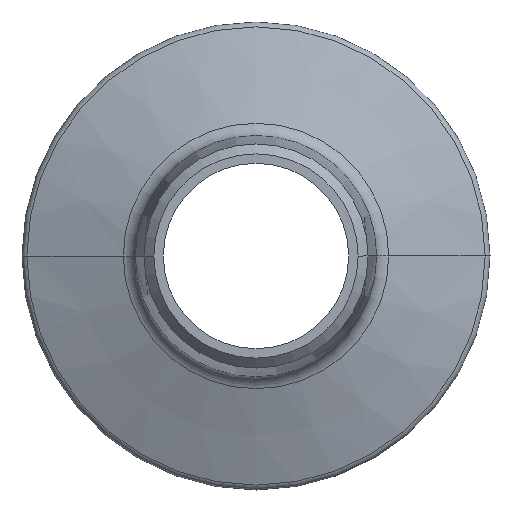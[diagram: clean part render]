
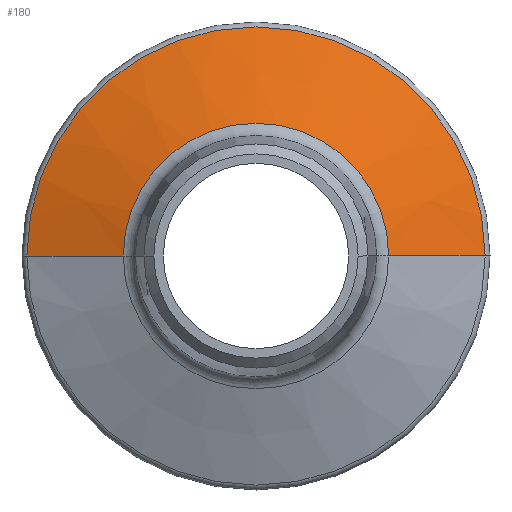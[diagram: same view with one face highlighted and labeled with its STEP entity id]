
A CAD part, left-side view. The second image highlights one B-rep face of the part: STEP entity #180.
In plain terms, the highlighted conical face has half-angle 70 degrees and reference radius 24.724 mm.
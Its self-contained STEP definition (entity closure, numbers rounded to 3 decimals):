
#29 = ORIENTED_EDGE ( 'NONE', *, *, #384, .F. ) ;
#61 = CONICAL_SURFACE ( 'NONE', #604, 24.724, 1.222 ) ;
#66 = CIRCLE ( 'NONE', #894, 14.316 ) ;
#73 = VERTEX_POINT ( 'NONE', #514 ) ;
#150 = CARTESIAN_POINT ( 'NONE',  ( -3.042, -24.724, 0. ) ) ;
#180 = ADVANCED_FACE ( 'NONE', ( #184 ), #61, .T. ) ;
#184 = FACE_OUTER_BOUND ( 'NONE', #616, .T. ) ;
#293 = CARTESIAN_POINT ( 'NONE',  ( -6.83, 0., 0. ) ) ;
#301 = DIRECTION ( 'NONE',  ( 1., 0., 0. ) ) ;
#306 = VERTEX_POINT ( 'NONE', #478 ) ;
#379 = DIRECTION ( 'NONE',  ( 0.342, -0.94, 0. ) ) ;
#384 = EDGE_CURVE ( 'NONE', #306, #1034, #499, .T. ) ;
#438 = CARTESIAN_POINT ( 'NONE',  ( -3.042, 0., 0. ) ) ;
#441 = LINE ( 'NONE', #791, #1105 ) ;
#478 = CARTESIAN_POINT ( 'NONE',  ( -3.042, 24.724, 0. ) ) ;
#492 = DIRECTION ( 'NONE',  ( 1., 0., 0. ) ) ;
#493 = ORIENTED_EDGE ( 'NONE', *, *, #674, .T. ) ;
#499 = CIRCLE ( 'NONE', #771, 24.724 ) ;
#502 = VECTOR ( 'NONE', #379, 1000. ) ;
#514 = CARTESIAN_POINT ( 'NONE',  ( -6.83, 14.316, 0. ) ) ;
#577 = DIRECTION ( 'NONE',  ( 0., 1., 0. ) ) ;
#578 = VERTEX_POINT ( 'NONE', #1049 ) ;
#604 = AXIS2_PLACEMENT_3D ( 'NONE', #438, #492, #577 ) ;
#616 = EDGE_LOOP ( 'NONE', ( #493, #686, #29, #762 ) ) ;
#638 = DIRECTION ( 'NONE',  ( 1., 0., 0. ) ) ;
#666 = EDGE_CURVE ( 'NONE', #73, #306, #441, .T. ) ;
#674 = EDGE_CURVE ( 'NONE', #73, #578, #66, .T. ) ;
#686 = ORIENTED_EDGE ( 'NONE', *, *, #817, .T. ) ;
#717 = DIRECTION ( 'NONE',  ( 0.342, 0.94, 0. ) ) ;
#749 = LINE ( 'NONE', #150, #502 ) ;
#762 = ORIENTED_EDGE ( 'NONE', *, *, #666, .F. ) ;
#771 = AXIS2_PLACEMENT_3D ( 'NONE', #924, #301, #919 ) ;
#791 = CARTESIAN_POINT ( 'NONE',  ( -3.042, 24.724, 0. ) ) ;
#798 = DIRECTION ( 'NONE',  ( 0., 1., 0. ) ) ;
#817 = EDGE_CURVE ( 'NONE', #578, #1034, #749, .T. ) ;
#894 = AXIS2_PLACEMENT_3D ( 'NONE', #293, #638, #798 ) ;
#919 = DIRECTION ( 'NONE',  ( 0., 1., 0. ) ) ;
#924 = CARTESIAN_POINT ( 'NONE',  ( -3.042, 0., 0. ) ) ;
#1034 = VERTEX_POINT ( 'NONE', #1038 ) ;
#1038 = CARTESIAN_POINT ( 'NONE',  ( -3.042, -24.724, 0. ) ) ;
#1049 = CARTESIAN_POINT ( 'NONE',  ( -6.83, -14.316, 0. ) ) ;
#1105 = VECTOR ( 'NONE', #717, 1000. ) ;
